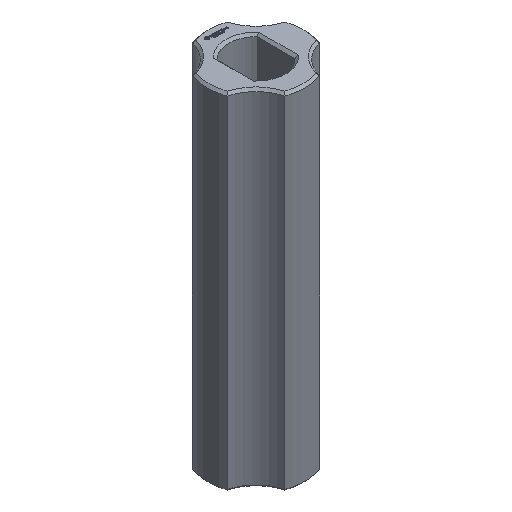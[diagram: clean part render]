
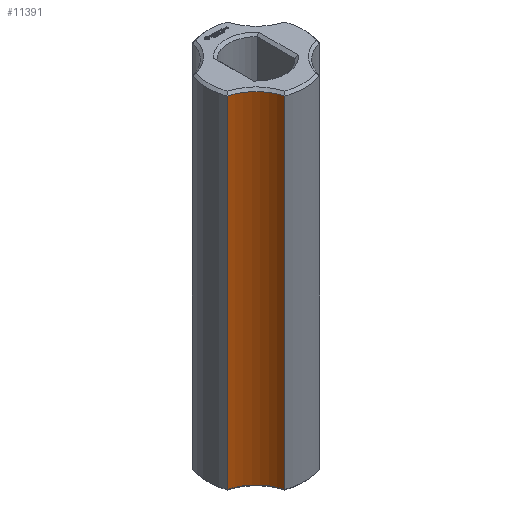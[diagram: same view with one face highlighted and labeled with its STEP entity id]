
A CAD part, isometric view. The second image highlights one B-rep face of the part: STEP entity #11391.
In plain terms, the highlighted cylindrical face has radius 5 mm (diameter 10 mm), a partial arc.
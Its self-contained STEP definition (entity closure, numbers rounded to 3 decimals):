
#189 = CYLINDRICAL_SURFACE('',#190,6.25);
#190 = AXIS2_PLACEMENT_3D('',#191,#192,#193);
#191 = CARTESIAN_POINT('',(0.,0.,0.));
#192 = DIRECTION('',(-0.,-0.,-1.));
#193 = DIRECTION('',(1.,0.,0.));
#625 = EDGE_CURVE('',#626,#628,#630,.T.);
#626 = VERTEX_POINT('',#627);
#627 = CARTESIAN_POINT('',(-2.225,-5.841,0.3));
#628 = VERTEX_POINT('',#629);
#629 = CARTESIAN_POINT('',(-2.225,-5.841,43.45));
#630 = SURFACE_CURVE('',#631,(#635,#642),.PCURVE_S1.);
#631 = LINE('',#632,#633);
#632 = CARTESIAN_POINT('',(-2.225,-5.841,0.));
#633 = VECTOR('',#634,1.);
#634 = DIRECTION('',(0.,0.,1.));
#635 = PCURVE('',#189,#636);
#636 = DEFINITIONAL_REPRESENTATION('',(#637),#641);
#637 = LINE('',#638,#639);
#638 = CARTESIAN_POINT('',(-4.348,0.));
#639 = VECTOR('',#640,1.);
#640 = DIRECTION('',(-0.,-1.));
#641 = ( GEOMETRIC_REPRESENTATION_CONTEXT(2) 
PARAMETRIC_REPRESENTATION_CONTEXT() REPRESENTATION_CONTEXT('2D SPACE',''
  ) );
#642 = PCURVE('',#643,#648);
#643 = CYLINDRICAL_SURFACE('',#644,5.);
#644 = AXIS2_PLACEMENT_3D('',#645,#646,#647);
#645 = CARTESIAN_POINT('',(-7.071,-7.071,0.));
#646 = DIRECTION('',(-0.,-0.,-1.));
#647 = DIRECTION('',(1.,0.,0.));
#648 = DEFINITIONAL_REPRESENTATION('',(#649),#653);
#649 = LINE('',#650,#651);
#650 = CARTESIAN_POINT('',(-0.249,0.));
#651 = VECTOR('',#652,1.);
#652 = DIRECTION('',(-0.,-1.));
#653 = ( GEOMETRIC_REPRESENTATION_CONTEXT(2) 
PARAMETRIC_REPRESENTATION_CONTEXT() REPRESENTATION_CONTEXT('2D SPACE',''
  ) );
#832 = CONICAL_SURFACE('',#833,5.,0.785);
#833 = AXIS2_PLACEMENT_3D('',#834,#835,#836);
#834 = CARTESIAN_POINT('',(-7.071,-7.071,0.3));
#835 = DIRECTION('',(-0.,-0.,-1.));
#836 = DIRECTION('',(0.969,0.246,0.));
#1149 = CONICAL_SURFACE('',#1150,5.,0.785);
#1150 = AXIS2_PLACEMENT_3D('',#1151,#1152,#1153);
#1151 = CARTESIAN_POINT('',(-7.071,-7.071,43.45));
#1152 = DIRECTION('',(0.,0.,1.));
#1153 = DIRECTION('',(0.969,0.246,0.));
#11391 = ADVANCED_FACE('',(#11392),#643,.F.);
#11392 = FACE_BOUND('',#11393,.T.);
#11393 = EDGE_LOOP('',(#11394,#11395,#11419,#11447));
#11394 = ORIENTED_EDGE('',*,*,#625,.T.);
#11395 = ORIENTED_EDGE('',*,*,#11396,.T.);
#11396 = EDGE_CURVE('',#628,#11397,#11399,.T.);
#11397 = VERTEX_POINT('',#11398);
#11398 = CARTESIAN_POINT('',(-5.841,-2.225,43.45));
#11399 = SURFACE_CURVE('',#11400,(#11405,#11412),.PCURVE_S1.);
#11400 = CIRCLE('',#11401,5.);
#11401 = AXIS2_PLACEMENT_3D('',#11402,#11403,#11404);
#11402 = CARTESIAN_POINT('',(-7.071,-7.071,43.45));
#11403 = DIRECTION('',(0.,-0.,1.));
#11404 = DIRECTION('',(0.969,0.246,0.));
#11405 = PCURVE('',#643,#11406);
#11406 = DEFINITIONAL_REPRESENTATION('',(#11407),#11411);
#11407 = LINE('',#11408,#11409);
#11408 = CARTESIAN_POINT('',(-0.249,-43.45));
#11409 = VECTOR('',#11410,1.);
#11410 = DIRECTION('',(-1.,0.));
#11411 = ( GEOMETRIC_REPRESENTATION_CONTEXT(2) 
PARAMETRIC_REPRESENTATION_CONTEXT() REPRESENTATION_CONTEXT('2D SPACE',''
  ) );
#11412 = PCURVE('',#1149,#11413);
#11413 = DEFINITIONAL_REPRESENTATION('',(#11414),#11418);
#11414 = LINE('',#11415,#11416);
#11415 = CARTESIAN_POINT('',(0.,0.));
#11416 = VECTOR('',#11417,1.);
#11417 = DIRECTION('',(1.,0.));
#11418 = ( GEOMETRIC_REPRESENTATION_CONTEXT(2) 
PARAMETRIC_REPRESENTATION_CONTEXT() REPRESENTATION_CONTEXT('2D SPACE',''
  ) );
#11419 = ORIENTED_EDGE('',*,*,#11420,.F.);
#11420 = EDGE_CURVE('',#11421,#11397,#11423,.T.);
#11421 = VERTEX_POINT('',#11422);
#11422 = CARTESIAN_POINT('',(-5.841,-2.225,0.3));
#11423 = SURFACE_CURVE('',#11424,(#11428,#11435),.PCURVE_S1.);
#11424 = LINE('',#11425,#11426);
#11425 = CARTESIAN_POINT('',(-5.841,-2.225,0.));
#11426 = VECTOR('',#11427,1.);
#11427 = DIRECTION('',(0.,0.,1.));
#11428 = PCURVE('',#643,#11429);
#11429 = DEFINITIONAL_REPRESENTATION('',(#11430),#11434);
#11430 = LINE('',#11431,#11432);
#11431 = CARTESIAN_POINT('',(-1.322,0.));
#11432 = VECTOR('',#11433,1.);
#11433 = DIRECTION('',(-0.,-1.));
#11434 = ( GEOMETRIC_REPRESENTATION_CONTEXT(2) 
PARAMETRIC_REPRESENTATION_CONTEXT() REPRESENTATION_CONTEXT('2D SPACE',''
  ) );
#11435 = PCURVE('',#11436,#11441);
#11436 = CYLINDRICAL_SURFACE('',#11437,6.25);
#11437 = AXIS2_PLACEMENT_3D('',#11438,#11439,#11440);
#11438 = CARTESIAN_POINT('',(0.,0.,0.));
#11439 = DIRECTION('',(-0.,-0.,-1.));
#11440 = DIRECTION('',(1.,0.,0.));
#11441 = DEFINITIONAL_REPRESENTATION('',(#11442),#11446);
#11442 = LINE('',#11443,#11444);
#11443 = CARTESIAN_POINT('',(-3.506,0.));
#11444 = VECTOR('',#11445,1.);
#11445 = DIRECTION('',(-0.,-1.));
#11446 = ( GEOMETRIC_REPRESENTATION_CONTEXT(2) 
PARAMETRIC_REPRESENTATION_CONTEXT() REPRESENTATION_CONTEXT('2D SPACE',''
  ) );
#11447 = ORIENTED_EDGE('',*,*,#11448,.F.);
#11448 = EDGE_CURVE('',#626,#11421,#11449,.T.);
#11449 = SURFACE_CURVE('',#11450,(#11455,#11462),.PCURVE_S1.);
#11450 = CIRCLE('',#11451,5.);
#11451 = AXIS2_PLACEMENT_3D('',#11452,#11453,#11454);
#11452 = CARTESIAN_POINT('',(-7.071,-7.071,0.3));
#11453 = DIRECTION('',(0.,-0.,1.));
#11454 = DIRECTION('',(0.969,0.246,0.));
#11455 = PCURVE('',#643,#11456);
#11456 = DEFINITIONAL_REPRESENTATION('',(#11457),#11461);
#11457 = LINE('',#11458,#11459);
#11458 = CARTESIAN_POINT('',(-0.249,-0.3));
#11459 = VECTOR('',#11460,1.);
#11460 = DIRECTION('',(-1.,0.));
#11461 = ( GEOMETRIC_REPRESENTATION_CONTEXT(2) 
PARAMETRIC_REPRESENTATION_CONTEXT() REPRESENTATION_CONTEXT('2D SPACE',''
  ) );
#11462 = PCURVE('',#832,#11463);
#11463 = DEFINITIONAL_REPRESENTATION('',(#11464),#11468);
#11464 = LINE('',#11465,#11466);
#11465 = CARTESIAN_POINT('',(-0.,0.));
#11466 = VECTOR('',#11467,1.);
#11467 = DIRECTION('',(-1.,0.));
#11468 = ( GEOMETRIC_REPRESENTATION_CONTEXT(2) 
PARAMETRIC_REPRESENTATION_CONTEXT() REPRESENTATION_CONTEXT('2D SPACE',''
  ) );
